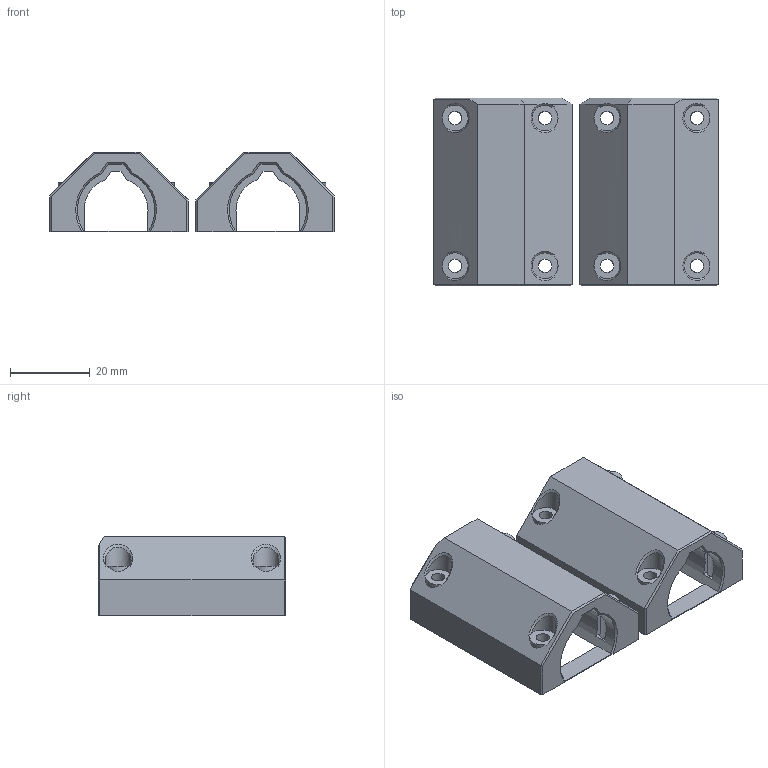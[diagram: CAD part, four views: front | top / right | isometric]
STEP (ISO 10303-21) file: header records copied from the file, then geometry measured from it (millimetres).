
FILE_DESCRIPTION(/* description */ (''),/* implementation_level */ '2;1');
FILE_NAME(/* name */ '[a]_xz_end_clips.step',/* time_stamp */ '2025-07-28T12:39:22+02:00',/* author */ (''),/* organization */ (''),/* preprocessor_version */ 'ST-DEVELOPER v20.1',/* originating_system */ 'Autodesk Translation Framework v14.10.0.0',/* authorisation */ '');
FILE_SCHEMA (('AUTOMOTIVE_DESIGN { 1 0 10303 214 3 1 1 }'));
Length unit declared in the file: millimetre
Products named in the file (3): x-end-clip-3; [a]_z_end_clip; [a]_x_end_clip
Assembly tree (2 placements, depth 2):
  x-end-clip-3
    [a]_z_end_clip
    [a]_x_end_clip
Bounding box: 71.3 x 47 x 20 mm (x, y, z)
Volume: 26668.6 mm3; surface area: 14772.2 mm2
Topology: 6 solids, 6 shells, 260 faces, 696 edges, 450 vertices
Faces by surface type: plane 192, cylinder 42, bspline 16, cone 10
Full cylindrical faces by diameter (mm): 3.3 x8
Entity records: 9216 total; most frequent: CARTESIAN_POINT 2622, ORIENTED_EDGE 1392, DIRECTION 1296, EDGE_CURVE 696, LINE 458, VECTOR 458, VERTEX_POINT 450, AXIS2_PLACEMENT_3D 419
